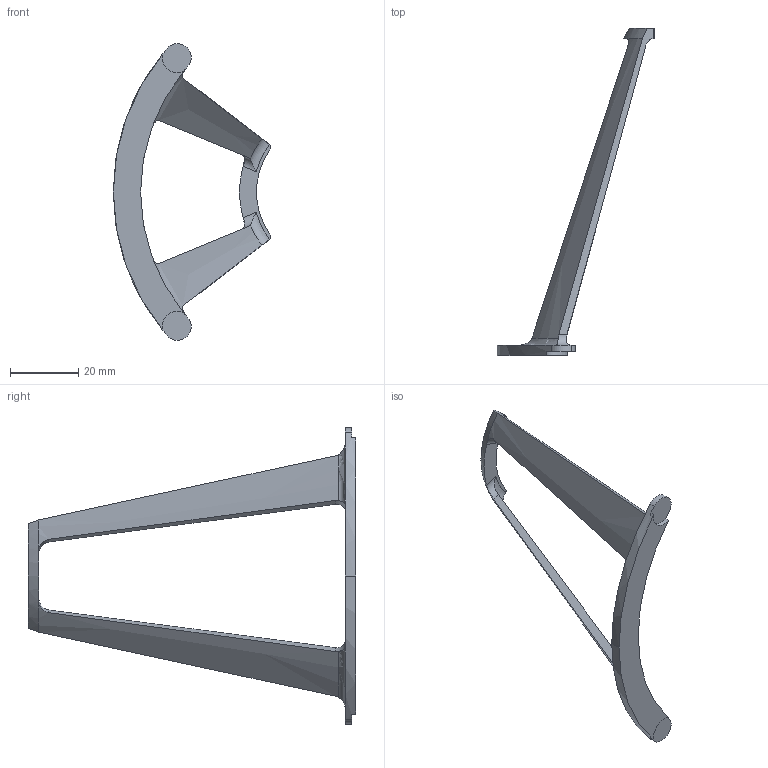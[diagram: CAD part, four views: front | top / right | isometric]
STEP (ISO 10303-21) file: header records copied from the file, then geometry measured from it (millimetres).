
FILE_DESCRIPTION (( 'STEP AP214' ), '1' );
FILE_NAME ('Leg No Side.STEP', '2025-12-12T05:11:45', ( '' ), ( '' ), 'SwSTEP 2.0', 'SolidWorks 2025', '' );
FILE_SCHEMA (( 'AUTOMOTIVE_DESIGN' ));
Length unit declared in the file: millimetre
Products named in the file (1): Leg No Side
Bounding box: 46.16 x 96 x 87 mm (x, y, z)
Volume: 7594.9 mm3; surface area: 7474.6 mm2
Topology: 1 solids, 1 shells, 40 faces, 120 edges, 80 vertices
Faces by surface type: cylinder 21, plane 10, cone 5, torus 4
Entity records: 1565 total; most frequent: CARTESIAN_POINT 440, ORIENTED_EDGE 240, DIRECTION 238, EDGE_CURVE 120, AXIS2_PLACEMENT_3D 98, VERTEX_POINT 80, CIRCLE 57, VECTOR 42
